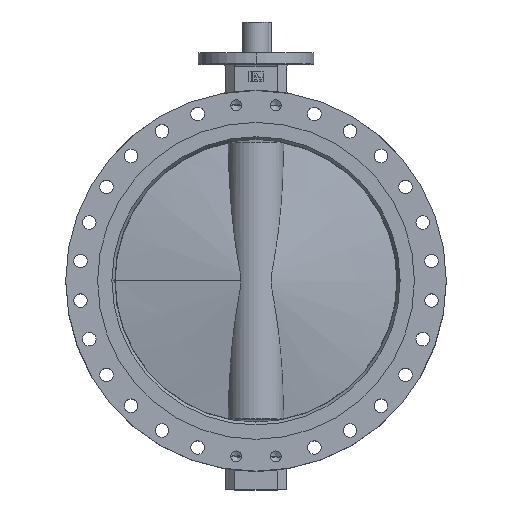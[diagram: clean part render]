
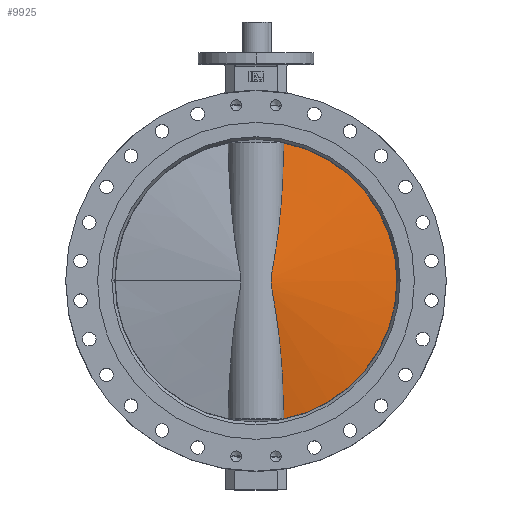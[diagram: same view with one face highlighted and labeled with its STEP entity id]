
A CAD part, top view. The second image highlights one B-rep face of the part: STEP entity #9925.
In plain terms, the highlighted conical face has half-angle 80.467 degrees and reference radius 366.201 mm.
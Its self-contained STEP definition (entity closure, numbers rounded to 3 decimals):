
#465 = CARTESIAN_POINT ( 'NONE',  ( -6.276, -357.329, 72.228 ) ) ;
#492 = CARTESIAN_POINT ( 'NONE',  ( -6.276, 0., 364.556 ) ) ;
#510 = CARTESIAN_POINT ( 'NONE',  ( -6.276, 357.329, 72.228 ) ) ;
#2161 = B_SPLINE_CURVE_WITH_KNOTS ( 'NONE', 3,
 ( #8655, #8656, #8660, #8661, #8662, #8663, #8664, #8665, #8666, #8667, #8668, #8669, #8670, #8671, #8672, #8673, #8674, #8675, #8676, #8677, #8678, #8679, #8680, #8681, #8682, #8683, #8684, #8685, #8686, #8687, #8688, #8689, #8690, #8691, #8692, #8693, #8694, #8695, #8696, #8697, #8698, #8699, #8700, #8701, #8702, #8703, #8704, #8705, #8706, #8707, #8708, #8709, #8710, #8711, #8712, #8713, #8714, #8715, #8716, #8717 ),
 .UNSPECIFIED., .F., .F.,
 ( 4, 2, 2, 2, 2, 2, 2, 2, 2, 2, 2, 2, 2, 2, 2, 2, 2, 2, 2, 2, 2, 2, 2, 2, 2, 2, 2, 2, 2, 4 ),
 ( -0.323, -0.279, -0.234, -0.189, -0.145, -0.1, -0.055, -0.033, -0.022, -0.011, 0., 0.012, 0.023, 0.034, 0.04, 0.045, 0.056, 0.062, 0.067, 0.079, 0.09, 0.101, 0.123, 0.146, 0.168, 0.213, 0.257, 0.302, 0.347, 0.391 ),
 .UNSPECIFIED. ) ;
#2460 = ORIENTED_EDGE ( 'NONE', *, *, #2905, .F. ) ;
#2461 = ORIENTED_EDGE ( 'NONE', *, *, #2877, .T. ) ;
#2462 = ORIENTED_EDGE ( 'NONE', *, *, #2906, .T. ) ;
#2877 = EDGE_CURVE ( 'NONE', #10226, #10253, #7247, .T. ) ;
#2905 = EDGE_CURVE ( 'NONE', #10226, #10271, #2161, .T. ) ;
#2906 = EDGE_CURVE ( 'NONE', #10253, #10271, #7280, .T. ) ;
#3340 = EDGE_LOOP ( 'NONE', ( #2460, #2461, #2462 ) ) ;
#4445 = FACE_OUTER_BOUND ( 'NONE', #3340, .T. ) ;
#4449 = CONICAL_SURFACE ( 'NONE', #8419, 366.201, 1.404 ) ;
#5142 = DIRECTION ( 'NONE',  ( 0., 0., -1. ) ) ;
#5143 = CARTESIAN_POINT ( 'NONE',  ( -6., 0., 0. ) ) ;
#5144 = DIRECTION ( 'NONE',  ( 1., 0., 0. ) ) ;
#7247 = CIRCLE ( 'NONE', #8151, 364.556 ) ;
#7280 = CIRCLE ( 'NONE', #8167, 364.556 ) ;
#7994 = CARTESIAN_POINT ( 'NONE',  ( -6.276, 0., 0. ) ) ;
#7995 = DIRECTION ( 'NONE',  ( -1., 0., 0. ) ) ;
#7996 = DIRECTION ( 'NONE',  ( 0., 0., 1. ) ) ;
#8151 = AXIS2_PLACEMENT_3D ( 'NONE', #7994, #7995, #7996 ) ;
#8167 = AXIS2_PLACEMENT_3D ( 'NONE', #8720, #8721, #8722 ) ;
#8419 = AXIS2_PLACEMENT_3D ( 'NONE', #5143, #5144, #5142 ) ;
#8655 = CARTESIAN_POINT ( 'NONE',  ( -6.276, -357.329, 72.228 ) ) ;
#8656 = CARTESIAN_POINT ( 'NONE',  ( -8.731, -342.457, 72.014 ) ) ;
#8660 = CARTESIAN_POINT ( 'NONE',  ( -11.185, -327.589, 71.675 ) ) ;
#8661 = CARTESIAN_POINT ( 'NONE',  ( -16.088, -297.858, 70.736 ) ) ;
#8662 = CARTESIAN_POINT ( 'NONE',  ( -18.538, -282.996, 70.136 ) ) ;
#8663 = CARTESIAN_POINT ( 'NONE',  ( -23.432, -253.279, 68.657 ) ) ;
#8664 = CARTESIAN_POINT ( 'NONE',  ( -25.876, -238.423, 67.777 ) ) ;
#8665 = CARTESIAN_POINT ( 'NONE',  ( -30.75, -208.753, 65.709 ) ) ;
#8666 = CARTESIAN_POINT ( 'NONE',  ( -33.181, -193.934, 64.521 ) ) ;
#8667 = CARTESIAN_POINT ( 'NONE',  ( -38.021, -164.335, 61.793 ) ) ;
#8668 = CARTESIAN_POINT ( 'NONE',  ( -40.431, -149.555, 60.252 ) ) ;
#8669 = CARTESIAN_POINT ( 'NONE',  ( -45.213, -120.036, 56.752 ) ) ;
#8670 = CARTESIAN_POINT ( 'NONE',  ( -47.587, -105.298, 54.791 ) ) ;
#8671 = CARTESIAN_POINT ( 'NONE',  ( -51.072, -83.222, 51.483 ) ) ;
#8672 = CARTESIAN_POINT ( 'NONE',  ( -52.221, -75.869, 50.319 ) ) ;
#8673 = CARTESIAN_POINT ( 'NONE',  ( -53.905, -64.842, 48.489 ) ) ;
#8674 = CARTESIAN_POINT ( 'NONE',  ( -54.46, -61.167, 47.865 ) ) ;
#8675 = CARTESIAN_POINT ( 'NONE',  ( -55.549, -53.816, 46.597 ) ) ;
#8676 = CARTESIAN_POINT ( 'NONE',  ( -56.084, -50.14, 45.952 ) ) ;
#8677 = CARTESIAN_POINT ( 'NONE',  ( -57.12, -42.784, 44.657 ) ) ;
#8678 = CARTESIAN_POINT ( 'NONE',  ( -57.622, -39.103, 44.007 ) ) ;
#8679 = CARTESIAN_POINT ( 'NONE',  ( -58.57, -31.731, 42.736 ) ) ;
#8680 = CARTESIAN_POINT ( 'NONE',  ( -59.016, -28.043, 42.116 ) ) ;
#8681 = CARTESIAN_POINT ( 'NONE',  ( -59.807, -20.661, 40.986 ) ) ;
#8682 = CARTESIAN_POINT ( 'NONE',  ( -60.152, -16.966, 40.475 ) ) ;
#8683 = CARTESIAN_POINT ( 'NONE',  ( -60.666, -9.561, 39.701 ) ) ;
#8684 = CARTESIAN_POINT ( 'NONE',  ( -60.833, -5.851, 39.441 ) ) ;
#8685 = CARTESIAN_POINT ( 'NONE',  ( -60.901, -0.269, 39.336 ) ) ;
#8686 = CARTESIAN_POINT ( 'NONE',  ( -60.894, 1.595, 39.347 ) ) ;
#8687 = CARTESIAN_POINT ( 'NONE',  ( -60.82, 5.327, 39.461 ) ) ;
#8688 = CARTESIAN_POINT ( 'NONE',  ( -60.753, 7.196, 39.564 ) ) ;
#8689 = CARTESIAN_POINT ( 'NONE',  ( -60.473, 12.81, 39.992 ) ) ;
#8690 = CARTESIAN_POINT ( 'NONE',  ( -60.181, 16.562, 40.434 ) ) ;
#8691 = CARTESIAN_POINT ( 'NONE',  ( -59.642, 22.197, 41.222 ) ) ;
#8692 = CARTESIAN_POINT ( 'NONE',  ( -59.446, 24.075, 41.504 ) ) ;
#8693 = CARTESIAN_POINT ( 'NONE',  ( -59.03, 27.821, 42.094 ) ) ;
#8694 = CARTESIAN_POINT ( 'NONE',  ( -58.81, 29.691, 42.401 ) ) ;
#8695 = CARTESIAN_POINT ( 'NONE',  ( -58.124, 35.293, 43.342 ) ) ;
#8696 = CARTESIAN_POINT ( 'NONE',  ( -57.631, 39.02, 43.995 ) ) ;
#8697 = CARTESIAN_POINT ( 'NONE',  ( -56.608, 46.466, 45.305 ) ) ;
#8698 = CARTESIAN_POINT ( 'NONE',  ( -56.076, 50.186, 45.961 ) ) ;
#8699 = CARTESIAN_POINT ( 'NONE',  ( -54.989, 57.624, 47.257 ) ) ;
#8700 = CARTESIAN_POINT ( 'NONE',  ( -54.433, 61.342, 47.896 ) ) ;
#8701 = CARTESIAN_POINT ( 'NONE',  ( -52.743, 72.497, 49.772 ) ) ;
#8702 = CARTESIAN_POINT ( 'NONE',  ( -51.586, 79.936, 50.969 ) ) ;
#8703 = CARTESIAN_POINT ( 'NONE',  ( -49.243, 94.825, 53.235 ) ) ;
#8704 = CARTESIAN_POINT ( 'NONE',  ( -48.057, 102.275, 54.307 ) ) ;
#8705 = CARTESIAN_POINT ( 'NONE',  ( -45.668, 117.186, 56.331 ) ) ;
#8706 = CARTESIAN_POINT ( 'NONE',  ( -44.465, 124.647, 57.283 ) ) ;
#8707 = CARTESIAN_POINT ( 'NONE',  ( -40.839, 147.048, 59.979 ) ) ;
#8708 = CARTESIAN_POINT ( 'NONE',  ( -38.401, 162.005, 61.559 ) ) ;
#8709 = CARTESIAN_POINT ( 'NONE',  ( -33.504, 191.96, 64.356 ) ) ;
#8710 = CARTESIAN_POINT ( 'NONE',  ( -31.045, 206.957, 65.572 ) ) ;
#8711 = CARTESIAN_POINT ( 'NONE',  ( -26.112, 236.988, 67.688 ) ) ;
#8712 = CARTESIAN_POINT ( 'NONE',  ( -23.638, 252.025, 68.587 ) ) ;
#8713 = CARTESIAN_POINT ( 'NONE',  ( -18.686, 282.1, 70.098 ) ) ;
#8714 = CARTESIAN_POINT ( 'NONE',  ( -16.207, 297.141, 70.711 ) ) ;
#8715 = CARTESIAN_POINT ( 'NONE',  ( -11.244, 327.23, 71.667 ) ) ;
#8716 = CARTESIAN_POINT ( 'NONE',  ( -8.761, 342.278, 72.012 ) ) ;
#8717 = CARTESIAN_POINT ( 'NONE',  ( -6.276, 357.329, 72.228 ) ) ;
#8720 = CARTESIAN_POINT ( 'NONE',  ( -6.276, 0., 0. ) ) ;
#8721 = DIRECTION ( 'NONE',  ( -1., 0., 0. ) ) ;
#8722 = DIRECTION ( 'NONE',  ( 0., 0., 1. ) ) ;
#9925 = ADVANCED_FACE ( 'NONE', ( #4445 ), #4449, .T. ) ;
#10226 = VERTEX_POINT ( 'NONE', #465 ) ;
#10253 = VERTEX_POINT ( 'NONE', #492 ) ;
#10271 = VERTEX_POINT ( 'NONE', #510 ) ;
